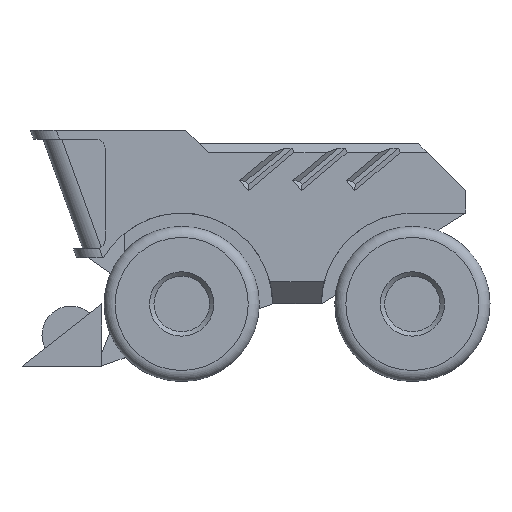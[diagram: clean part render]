
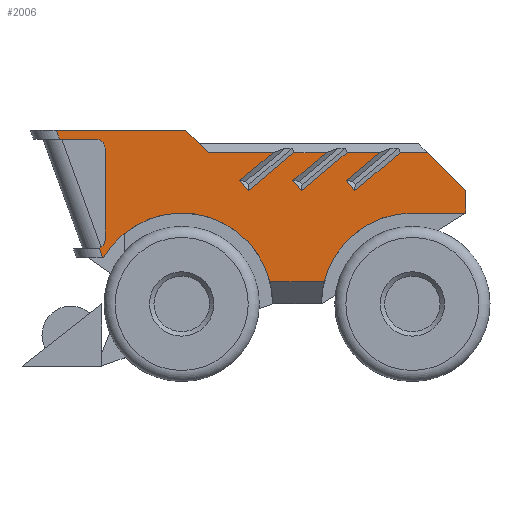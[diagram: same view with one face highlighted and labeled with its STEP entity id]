
A CAD part, front view. The second image highlights one B-rep face of the part: STEP entity #2006.
In plain terms, the highlighted planar face has unit normal (0, -1, 0).
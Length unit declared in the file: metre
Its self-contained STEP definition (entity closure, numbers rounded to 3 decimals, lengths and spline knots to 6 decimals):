
#82=LINE('',#3298,#277);
#83=LINE('',#3301,#278);
#84=LINE('',#3303,#279);
#85=LINE('',#3305,#280);
#86=LINE('',#3307,#281);
#87=LINE('',#3309,#282);
#88=LINE('',#3311,#283);
#89=LINE('',#3313,#284);
#90=LINE('',#3315,#285);
#91=LINE('',#3317,#286);
#92=LINE('',#3319,#287);
#93=LINE('',#3323,#288);
#94=LINE('',#3327,#289);
#95=LINE('',#3329,#290);
#96=LINE('',#3333,#291);
#97=LINE('',#3337,#292);
#98=LINE('',#3339,#293);
#99=LINE('',#3341,#294);
#100=LINE('',#3343,#295);
#101=LINE('',#3345,#296);
#102=LINE('',#3347,#297);
#103=LINE('',#3349,#298);
#104=LINE('',#3351,#299);
#105=LINE('',#3353,#300);
#277=VECTOR('',#2700,1.);
#278=VECTOR('',#2701,1.);
#279=VECTOR('',#2702,1.);
#280=VECTOR('',#2703,1.);
#281=VECTOR('',#2704,1.);
#282=VECTOR('',#2705,1.);
#283=VECTOR('',#2706,1.);
#284=VECTOR('',#2707,1.);
#285=VECTOR('',#2708,1.);
#286=VECTOR('',#2709,1.);
#287=VECTOR('',#2710,1.);
#288=VECTOR('',#2713,1.);
#289=VECTOR('',#2716,1.);
#290=VECTOR('',#2717,1.);
#291=VECTOR('',#2720,1.);
#292=VECTOR('',#2723,1.);
#293=VECTOR('',#2724,1.);
#294=VECTOR('',#2725,1.);
#295=VECTOR('',#2726,1.);
#296=VECTOR('',#2727,1.);
#297=VECTOR('',#2728,1.);
#298=VECTOR('',#2729,1.);
#299=VECTOR('',#2730,1.);
#300=VECTOR('',#2731,1.);
#482=PLANE('',#2321);
#713=ORIENTED_EDGE('',*,*,#1189,.T.);
#714=ORIENTED_EDGE('',*,*,#1190,.T.);
#715=ORIENTED_EDGE('',*,*,#1191,.T.);
#716=ORIENTED_EDGE('',*,*,#1192,.F.);
#717=ORIENTED_EDGE('',*,*,#1193,.F.);
#718=ORIENTED_EDGE('',*,*,#1194,.T.);
#719=ORIENTED_EDGE('',*,*,#1195,.T.);
#720=ORIENTED_EDGE('',*,*,#1196,.F.);
#721=ORIENTED_EDGE('',*,*,#1197,.F.);
#722=ORIENTED_EDGE('',*,*,#1198,.T.);
#723=ORIENTED_EDGE('',*,*,#1199,.T.);
#724=ORIENTED_EDGE('',*,*,#1200,.F.);
#725=ORIENTED_EDGE('',*,*,#1201,.F.);
#726=ORIENTED_EDGE('',*,*,#1202,.F.);
#727=ORIENTED_EDGE('',*,*,#1203,.T.);
#728=ORIENTED_EDGE('',*,*,#1204,.T.);
#729=ORIENTED_EDGE('',*,*,#1205,.F.);
#730=ORIENTED_EDGE('',*,*,#1206,.T.);
#731=ORIENTED_EDGE('',*,*,#1207,.F.);
#732=ORIENTED_EDGE('',*,*,#1208,.T.);
#733=ORIENTED_EDGE('',*,*,#1209,.T.);
#734=ORIENTED_EDGE('',*,*,#1210,.T.);
#735=ORIENTED_EDGE('',*,*,#1211,.T.);
#736=ORIENTED_EDGE('',*,*,#1212,.F.);
#737=ORIENTED_EDGE('',*,*,#1213,.F.);
#738=ORIENTED_EDGE('',*,*,#1214,.T.);
#739=ORIENTED_EDGE('',*,*,#1215,.T.);
#740=ORIENTED_EDGE('',*,*,#1216,.F.);
#1189=EDGE_CURVE('',#1448,#1449,#82,.T.);
#1190=EDGE_CURVE('',#1449,#1450,#83,.T.);
#1191=EDGE_CURVE('',#1450,#1451,#84,.T.);
#1192=EDGE_CURVE('',#1452,#1451,#85,.T.);
#1193=EDGE_CURVE('',#1453,#1452,#86,.T.);
#1194=EDGE_CURVE('',#1453,#1454,#87,.T.);
#1195=EDGE_CURVE('',#1454,#1455,#88,.T.);
#1196=EDGE_CURVE('',#1456,#1455,#89,.T.);
#1197=EDGE_CURVE('',#1457,#1456,#90,.T.);
#1198=EDGE_CURVE('',#1457,#1458,#91,.T.);
#1199=EDGE_CURVE('',#1458,#1459,#92,.T.);
#1200=EDGE_CURVE('',#1460,#1459,#1594,.T.);
#1201=EDGE_CURVE('',#1461,#1460,#93,.T.);
#1202=EDGE_CURVE('',#1462,#1461,#1595,.T.);
#1203=EDGE_CURVE('',#1462,#1463,#94,.F.);
#1204=EDGE_CURVE('',#1463,#1464,#95,.T.);
#1205=EDGE_CURVE('',#1465,#1464,#1596,.T.);
#1206=EDGE_CURVE('',#1465,#1466,#96,.T.);
#1207=EDGE_CURVE('',#1467,#1466,#1597,.T.);
#1208=EDGE_CURVE('',#1467,#1468,#97,.T.);
#1209=EDGE_CURVE('',#1468,#1469,#98,.T.);
#1210=EDGE_CURVE('',#1469,#1470,#99,.T.);
#1211=EDGE_CURVE('',#1470,#1471,#100,.T.);
#1212=EDGE_CURVE('',#1472,#1471,#101,.T.);
#1213=EDGE_CURVE('',#1473,#1472,#102,.T.);
#1214=EDGE_CURVE('',#1473,#1474,#103,.T.);
#1215=EDGE_CURVE('',#1474,#1475,#104,.T.);
#1216=EDGE_CURVE('',#1448,#1475,#105,.T.);
#1448=VERTEX_POINT('',#3299);
#1449=VERTEX_POINT('',#3300);
#1450=VERTEX_POINT('',#3302);
#1451=VERTEX_POINT('',#3304);
#1452=VERTEX_POINT('',#3306);
#1453=VERTEX_POINT('',#3308);
#1454=VERTEX_POINT('',#3310);
#1455=VERTEX_POINT('',#3312);
#1456=VERTEX_POINT('',#3314);
#1457=VERTEX_POINT('',#3316);
#1458=VERTEX_POINT('',#3318);
#1459=VERTEX_POINT('',#3320);
#1460=VERTEX_POINT('',#3322);
#1461=VERTEX_POINT('',#3324);
#1462=VERTEX_POINT('',#3326);
#1463=VERTEX_POINT('',#3328);
#1464=VERTEX_POINT('',#3330);
#1465=VERTEX_POINT('',#3332);
#1466=VERTEX_POINT('',#3334);
#1467=VERTEX_POINT('',#3336);
#1468=VERTEX_POINT('',#3338);
#1469=VERTEX_POINT('',#3340);
#1470=VERTEX_POINT('',#3342);
#1471=VERTEX_POINT('',#3344);
#1472=VERTEX_POINT('',#3346);
#1473=VERTEX_POINT('',#3348);
#1474=VERTEX_POINT('',#3350);
#1475=VERTEX_POINT('',#3352);
#1594=CIRCLE('',#2322,0.002);
#1595=CIRCLE('',#2323,0.002);
#1596=CIRCLE('',#2324,0.0205);
#1597=CIRCLE('',#2325,0.0205);
#1690=EDGE_LOOP('',(#713,#714,#715,#716,#717,#718,#719,#720,#721,#722,#723,
#724,#725,#726,#727,#728,#729,#730,#731,#732,#733,#734,#735,#736,#737,#738,
#739,#740));
#1851=FACE_BOUND('',#1690,.T.);
#2006=ADVANCED_FACE('',(#1851),#482,.T.);
#2321=AXIS2_PLACEMENT_3D('',#3297,#2698,#2699);
#2322=AXIS2_PLACEMENT_3D('',#3321,#2711,#2712);
#2323=AXIS2_PLACEMENT_3D('',#3325,#2714,#2715);
#2324=AXIS2_PLACEMENT_3D('',#3331,#2718,#2719);
#2325=AXIS2_PLACEMENT_3D('',#3335,#2721,#2722);
#2698=DIRECTION('',(0.,-1.,0.));
#2699=DIRECTION('',(1.,0.,0.));
#2700=DIRECTION('',(-0.643,0.,0.766));
#2701=DIRECTION('',(0.766,0.,0.643));
#2702=DIRECTION('',(-1.,0.,0.));
#2703=DIRECTION('',(0.766,0.,0.643));
#2704=DIRECTION('',(0.643,0.,-0.766));
#2705=DIRECTION('',(0.766,0.,0.643));
#2706=DIRECTION('',(-1.,0.,0.));
#2707=DIRECTION('',(0.707,0.,-0.707));
#2708=DIRECTION('',(1.,0.,0.));
#2709=DIRECTION('',(0.342,0.,-0.94));
#2710=DIRECTION('',(1.,0.,0.));
#2711=DIRECTION('',(0.,-1.,0.));
#2712=DIRECTION('',(0.,0.,-1.));
#2713=DIRECTION('',(0.,0.,1.));
#2714=DIRECTION('',(0.,-1.,0.));
#2715=DIRECTION('',(0.,0.,-1.));
#2716=DIRECTION('',(-0.342,0.,0.94));
#2717=DIRECTION('',(1.,0.,0.));
#2718=DIRECTION('',(0.,-1.,0.));
#2719=DIRECTION('',(0.,0.,-1.));
#2720=DIRECTION('',(1.,0.,0.));
#2721=DIRECTION('',(0.,-1.,0.));
#2722=DIRECTION('',(0.,0.,-1.));
#2723=DIRECTION('',(1.,0.,0.));
#2724=DIRECTION('',(0.,0.,1.));
#2725=DIRECTION('',(-0.707,0.,0.707));
#2726=DIRECTION('',(-1.,0.,0.));
#2727=DIRECTION('',(0.766,0.,0.643));
#2728=DIRECTION('',(0.643,0.,-0.766));
#2729=DIRECTION('',(0.766,0.,0.643));
#2730=DIRECTION('',(-1.,0.,0.));
#2731=DIRECTION('',(0.766,0.,0.643));
#3297=CARTESIAN_POINT('',(-0.00925,-0.015,0.010812));
#3298=CARTESIAN_POINT('',(0.000036,-0.015,0.026649));
#3299=CARTESIAN_POINT('',(0.001,-0.015,0.0255));
#3300=CARTESIAN_POINT('',(-0.000928,-0.015,0.027798));
#3301=CARTESIAN_POINT('',(0.004033,-0.015,0.031962));
#3302=CARTESIAN_POINT('',(0.006612,-0.015,0.034125));
#3303=CARTESIAN_POINT('',(-0.00925,-0.015,0.034125));
#3304=CARTESIAN_POINT('',(-0.000721,-0.015,0.034125));
#3305=CARTESIAN_POINT('',(-0.004669,-0.015,0.030812));
#3306=CARTESIAN_POINT('',(-0.011,-0.015,0.0255));
#3307=CARTESIAN_POINT('',(-0.011964,-0.015,0.026649));
#3308=CARTESIAN_POINT('',(-0.012928,-0.015,0.027798));
#3309=CARTESIAN_POINT('',(-0.007967,-0.015,0.031962));
#3310=CARTESIAN_POINT('',(-0.005388,-0.015,0.034125));
#3311=CARTESIAN_POINT('',(-0.00925,-0.015,0.034125));
#3312=CARTESIAN_POINT('',(-0.020041,-0.015,0.034125));
#3313=CARTESIAN_POINT('',(-0.023541,-0.015,0.037625));
#3314=CARTESIAN_POINT('',(-0.025041,-0.015,0.039125));
#3315=CARTESIAN_POINT('',(-0.042582,-0.015,0.039125));
#3316=CARTESIAN_POINT('',(-0.05427,-0.015,0.039125));
#3317=CARTESIAN_POINT('',(-0.054227,-0.015,0.039006));
#3318=CARTESIAN_POINT('',(-0.053542,-0.015,0.037125));
#3319=CARTESIAN_POINT('',(-0.058331,-0.015,0.037125));
#3320=CARTESIAN_POINT('',(-0.045267,-0.015,0.037125));
#3321=CARTESIAN_POINT('',(-0.045267,-0.015,0.035125));
#3322=CARTESIAN_POINT('',(-0.043267,-0.015,0.035125));
#3323=CARTESIAN_POINT('',(-0.043267,-0.015,0.024761));
#3324=CARTESIAN_POINT('',(-0.043267,-0.015,0.014398));
#3325=CARTESIAN_POINT('',(-0.045267,-0.015,0.014398));
#3326=CARTESIAN_POINT('',(-0.044586,-0.015,0.012517));
#3327=CARTESIAN_POINT('',(-0.039905,-0.015,-0.000345));
#3328=CARTESIAN_POINT('',(-0.043814,-0.015,0.010398));
#3329=CARTESIAN_POINT('',(-0.045603,-0.015,0.010398));
#3330=CARTESIAN_POINT('',(-0.043667,-0.015,0.010398));
#3331=CARTESIAN_POINT('',(-0.026,-0.015,0.));
#3332=CARTESIAN_POINT('',(-0.006119,-0.015,0.005));
#3333=CARTESIAN_POINT('',(0.0055,-0.015,0.005));
#3334=CARTESIAN_POINT('',(0.006119,-0.015,0.005));
#3335=CARTESIAN_POINT('',(0.026,-0.015,0.));
#3336=CARTESIAN_POINT('',(0.026,-0.015,0.0205));
#3337=CARTESIAN_POINT('',(0.032,-0.015,0.0205));
#3338=CARTESIAN_POINT('',(0.038,-0.015,0.0205));
#3339=CARTESIAN_POINT('',(0.038,-0.015,0.023));
#3340=CARTESIAN_POINT('',(0.038,-0.015,0.0255));
#3341=CARTESIAN_POINT('',(0.032688,-0.015,0.030812));
#3342=CARTESIAN_POINT('',(0.029375,-0.015,0.034125));
#3343=CARTESIAN_POINT('',(-0.00925,-0.015,0.034125));
#3344=CARTESIAN_POINT('',(0.023279,-0.015,0.034125));
#3345=CARTESIAN_POINT('',(0.019331,-0.015,0.030812));
#3346=CARTESIAN_POINT('',(0.013,-0.015,0.0255));
#3347=CARTESIAN_POINT('',(0.012036,-0.015,0.026649));
#3348=CARTESIAN_POINT('',(0.011072,-0.015,0.027798));
#3349=CARTESIAN_POINT('',(0.016033,-0.015,0.031962));
#3350=CARTESIAN_POINT('',(0.018612,-0.015,0.034125));
#3351=CARTESIAN_POINT('',(-0.00925,-0.015,0.034125));
#3352=CARTESIAN_POINT('',(0.011279,-0.015,0.034125));
#3353=CARTESIAN_POINT('',(0.007331,-0.015,0.030812));
